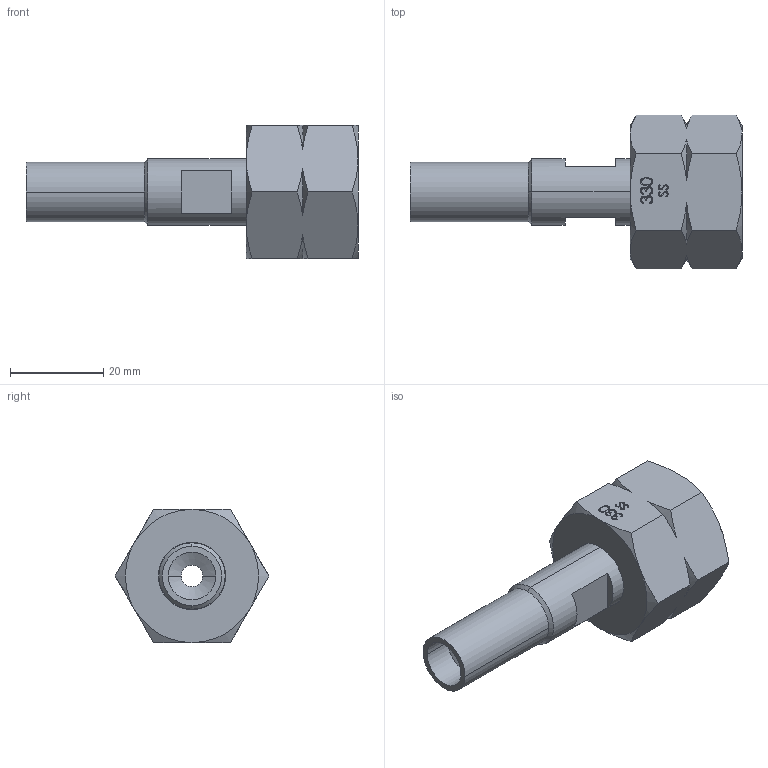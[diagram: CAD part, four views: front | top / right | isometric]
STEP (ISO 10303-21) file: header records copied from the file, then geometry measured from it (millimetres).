
FILE_DESCRIPTION (( 'STEP AP203' ), '1' );
FILE_NAME ('INL-330SS-8UT.step', '2025-10-31T17:55:33', ( '' ), ( '' ), 'SwSTEP 2.0', 'SolidWorks 2018', '' );
FILE_SCHEMA (( 'CONFIG_CONTROL_DESIGN' ));
Length unit declared in the file: inch
Products named in the file (4): PRT-000034; PRT-000260; PRT-000433; INL-330SS-8UT
Assembly tree (3 placements, depth 2):
  INL-330SS-8UT
    PRT-000433
    PRT-000034
    PRT-000260
Bounding box: 71.26 x 33 x 28.57 mm (x, y, z)
Volume: 17944.9 mm3; surface area: 9787.2 mm2
Topology: 3 solids, 3 shells, 181 faces, 553 edges, 389 vertices
Faces by surface type: bspline 70, cone 42, plane 37, cylinder 28, torus 4
Entity records: 13188 total; most frequent: CARTESIAN_POINT 8481, ORIENTED_EDGE 1106, DIRECTION 568, EDGE_CURVE 553, VERTEX_POINT 389, B_SPLINE_CURVE_WITH_KNOTS 304, AXIS2_PLACEMENT_3D 202, EDGE_LOOP 198
